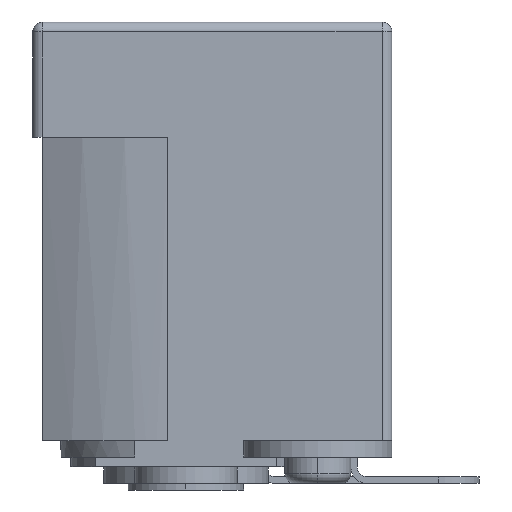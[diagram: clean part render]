
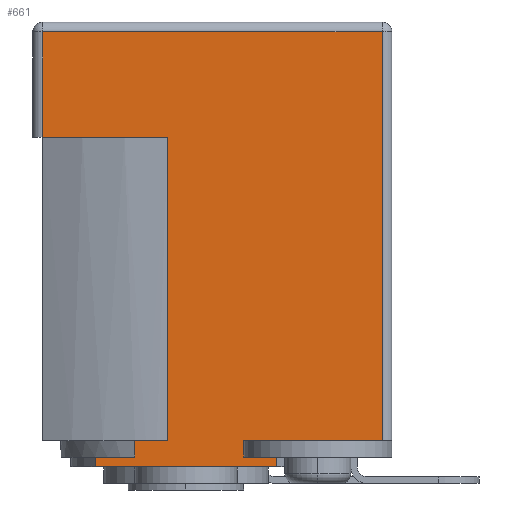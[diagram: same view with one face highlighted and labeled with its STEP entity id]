
A CAD part, left-side view. The second image highlights one B-rep face of the part: STEP entity #661.
In plain terms, the highlighted planar face has unit normal (-1, 0, 0).
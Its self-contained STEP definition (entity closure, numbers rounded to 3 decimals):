
#7 = VERTEX_POINT ( 'NONE', #3320 ) ;
#105 = VERTEX_POINT ( 'NONE', #3121 ) ;
#144 = EDGE_CURVE ( 'NONE', #4648, #7, #1826, .T. ) ;
#156 = VECTOR ( 'NONE', #2086, 1000. ) ;
#200 = VERTEX_POINT ( 'NONE', #3428 ) ;
#251 = DIRECTION ( 'NONE',  ( 0., 1., 0. ) ) ;
#286 = EDGE_CURVE ( 'NONE', #3661, #200, #4379, .T. ) ;
#289 = VECTOR ( 'NONE', #3960, 1000. ) ;
#303 = EDGE_CURVE ( 'NONE', #4258, #4167, #4216, .T. ) ;
#325 = LINE ( 'NONE', #4024, #1218 ) ;
#346 = AXIS2_PLACEMENT_3D ( 'NONE', #3177, #623, #1005 ) ;
#352 = CARTESIAN_POINT ( 'NONE',  ( -4.5, 9., -13.5 ) ) ;
#444 = VECTOR ( 'NONE', #807, 1000. ) ;
#472 = CARTESIAN_POINT ( 'NONE',  ( -4.5, 3.5, -13.5 ) ) ;
#497 = VERTEX_POINT ( 'NONE', #1637 ) ;
#550 = EDGE_CURVE ( 'NONE', #4648, #1837, #2469, .T. ) ;
#562 = VECTOR ( 'NONE', #2201, 1000. ) ;
#565 = LINE ( 'NONE', #2008, #4151 ) ;
#580 = DIRECTION ( 'NONE',  ( 0., 0., -1. ) ) ;
#601 = EDGE_CURVE ( 'NONE', #3661, #3271, #3332, .T. ) ;
#623 = DIRECTION ( 'NONE',  ( -1., 0., 0. ) ) ;
#629 = CARTESIAN_POINT ( 'NONE',  ( -4.5, 6.8, -3.5 ) ) ;
#661 = ADVANCED_FACE ( 'NONE', ( #4649 ), #1228, .T. ) ;
#744 = CARTESIAN_POINT ( 'NONE',  ( -4.5, 6.8, -3.5 ) ) ;
#746 = EDGE_CURVE ( 'NONE', #4502, #497, #1075, .T. ) ;
#772 = DIRECTION ( 'NONE',  ( 0., 1., 0. ) ) ;
#794 = VECTOR ( 'NONE', #772, 1000. ) ;
#807 = DIRECTION ( 'NONE',  ( 0., 1., 0. ) ) ;
#874 = LINE ( 'NONE', #1211, #4064 ) ;
#895 = CARTESIAN_POINT ( 'NONE',  ( -4.5, 0.3, -12.7 ) ) ;
#936 = ORIENTED_EDGE ( 'NONE', *, *, #144, .F. ) ;
#1005 = DIRECTION ( 'NONE',  ( 0., -1., 0. ) ) ;
#1075 = LINE ( 'NONE', #4449, #4029 ) ;
#1166 = ORIENTED_EDGE ( 'NONE', *, *, #3663, .T. ) ;
#1183 = DIRECTION ( 'NONE',  ( 0., 0., 1. ) ) ;
#1211 = CARTESIAN_POINT ( 'NONE',  ( -4.5, 4.5, -12.7 ) ) ;
#1218 = VECTOR ( 'NONE', #1460, 1000. ) ;
#1228 = PLANE ( 'NONE',  #346 ) ;
#1294 = EDGE_CURVE ( 'NONE', #3271, #1382, #325, .T. ) ;
#1305 = LINE ( 'NONE', #1323, #289 ) ;
#1323 = CARTESIAN_POINT ( 'NONE',  ( -4.5, 3.5, -13.5 ) ) ;
#1382 = VERTEX_POINT ( 'NONE', #1555 ) ;
#1430 = DIRECTION ( 'NONE',  ( 0., 1., 0. ) ) ;
#1441 = DIRECTION ( 'NONE',  ( 0., 1., 0. ) ) ;
#1460 = DIRECTION ( 'NONE',  ( 0., 1., 0. ) ) ;
#1503 = EDGE_CURVE ( 'NONE', #1382, #7, #1976, .T. ) ;
#1555 = CARTESIAN_POINT ( 'NONE',  ( -4.5, 10.6, -0.3 ) ) ;
#1556 = CARTESIAN_POINT ( 'NONE',  ( -4.5, 4.5, -13.2 ) ) ;
#1613 = LINE ( 'NONE', #3477, #2213 ) ;
#1637 = CARTESIAN_POINT ( 'NONE',  ( -4.5, 4.7, -13.5 ) ) ;
#1750 = EDGE_CURVE ( 'NONE', #3073, #3692, #3021, .T. ) ;
#1826 = LINE ( 'NONE', #744, #794 ) ;
#1837 = VERTEX_POINT ( 'NONE', #3967 ) ;
#1976 = LINE ( 'NONE', #3550, #4234 ) ;
#1979 = EDGE_CURVE ( 'NONE', #1837, #3692, #874, .T. ) ;
#1997 = ORIENTED_EDGE ( 'NONE', *, *, #3928, .F. ) ;
#2008 = CARTESIAN_POINT ( 'NONE',  ( -4.5, 9., -13.5 ) ) ;
#2066 = CARTESIAN_POINT ( 'NONE',  ( -4.5, 0., -12.7 ) ) ;
#2067 = EDGE_CURVE ( 'NONE', #497, #4258, #565, .T. ) ;
#2086 = DIRECTION ( 'NONE',  ( 0., 0., 1. ) ) ;
#2095 = VECTOR ( 'NONE', #4121, 1000. ) ;
#2201 = DIRECTION ( 'NONE',  ( 0., 0., -1. ) ) ;
#2213 = VECTOR ( 'NONE', #3016, 1000. ) ;
#2222 = CARTESIAN_POINT ( 'NONE',  ( -4.5, 9., -13.2 ) ) ;
#2297 = VERTEX_POINT ( 'NONE', #1556 ) ;
#2359 = CARTESIAN_POINT ( 'NONE',  ( -4.5, 7.8, -13.5 ) ) ;
#2457 = ORIENTED_EDGE ( 'NONE', *, *, #3104, .T. ) ;
#2469 = LINE ( 'NONE', #629, #562 ) ;
#2643 = VECTOR ( 'NONE', #1441, 1000. ) ;
#2673 = ORIENTED_EDGE ( 'NONE', *, *, #3379, .T. ) ;
#2727 = ORIENTED_EDGE ( 'NONE', *, *, #746, .F. ) ;
#2729 = ORIENTED_EDGE ( 'NONE', *, *, #1979, .T. ) ;
#2749 = DIRECTION ( 'NONE',  ( 0., 1., 0. ) ) ;
#2781 = ORIENTED_EDGE ( 'NONE', *, *, #2067, .F. ) ;
#2815 = ORIENTED_EDGE ( 'NONE', *, *, #3793, .T. ) ;
#2836 = CARTESIAN_POINT ( 'NONE',  ( -4.5, 9., -13.5 ) ) ;
#2940 = ORIENTED_EDGE ( 'NONE', *, *, #303, .F. ) ;
#3016 = DIRECTION ( 'NONE',  ( 0., 0., 1. ) ) ;
#3021 = LINE ( 'NONE', #4494, #4307 ) ;
#3040 = CARTESIAN_POINT ( 'NONE',  ( -4.5, 7.8, -12.7 ) ) ;
#3073 = VERTEX_POINT ( 'NONE', #4462 ) ;
#3104 = EDGE_CURVE ( 'NONE', #3073, #105, #3688, .T. ) ;
#3121 = CARTESIAN_POINT ( 'NONE',  ( -4.5, 9., -13.2 ) ) ;
#3177 = CARTESIAN_POINT ( 'NONE',  ( -4.5, 10.9, -13.2 ) ) ;
#3223 = CARTESIAN_POINT ( 'NONE',  ( -4.5, 9., -13.5 ) ) ;
#3271 = VERTEX_POINT ( 'NONE', #3852 ) ;
#3320 = CARTESIAN_POINT ( 'NONE',  ( -4.5, 10.6, -3.5 ) ) ;
#3332 = LINE ( 'NONE', #3701, #2095 ) ;
#3352 = DIRECTION ( 'NONE',  ( 0., 1., 0. ) ) ;
#3379 = EDGE_CURVE ( 'NONE', #4502, #4421, #1305, .T. ) ;
#3426 = LINE ( 'NONE', #2222, #4439 ) ;
#3428 = CARTESIAN_POINT ( 'NONE',  ( -4.5, 4.5, -12.7 ) ) ;
#3477 = CARTESIAN_POINT ( 'NONE',  ( -4.5, 4.5, -13.2 ) ) ;
#3483 = DIRECTION ( 'NONE',  ( 0., 1., 0. ) ) ;
#3550 = CARTESIAN_POINT ( 'NONE',  ( -4.5, 10.6, -13.2 ) ) ;
#3586 = ORIENTED_EDGE ( 'NONE', *, *, #601, .T. ) ;
#3658 = ORIENTED_EDGE ( 'NONE', *, *, #286, .F. ) ;
#3661 = VERTEX_POINT ( 'NONE', #895 ) ;
#3663 = EDGE_CURVE ( 'NONE', #2297, #200, #1613, .T. ) ;
#3688 = LINE ( 'NONE', #4396, #444 ) ;
#3692 = VERTEX_POINT ( 'NONE', #3040 ) ;
#3701 = CARTESIAN_POINT ( 'NONE',  ( -4.5, 0.3, -13.2 ) ) ;
#3730 = VECTOR ( 'NONE', #251, 1000. ) ;
#3773 = CARTESIAN_POINT ( 'NONE',  ( -4.5, 3.5, -13.2 ) ) ;
#3793 = EDGE_CURVE ( 'NONE', #4421, #2297, #3426, .T. ) ;
#3852 = CARTESIAN_POINT ( 'NONE',  ( -4.5, 0.3, -0.3 ) ) ;
#3928 = EDGE_CURVE ( 'NONE', #4167, #105, #4325, .T. ) ;
#3956 = ORIENTED_EDGE ( 'NONE', *, *, #1503, .T. ) ;
#3960 = DIRECTION ( 'NONE',  ( 0., 0., 1. ) ) ;
#3967 = CARTESIAN_POINT ( 'NONE',  ( -4.5, 6.8, -12.7 ) ) ;
#4024 = CARTESIAN_POINT ( 'NONE',  ( -4.5, 10.9, -0.3 ) ) ;
#4029 = VECTOR ( 'NONE', #1430, 1000. ) ;
#4064 = VECTOR ( 'NONE', #2749, 1000. ) ;
#4082 = ORIENTED_EDGE ( 'NONE', *, *, #1294, .T. ) ;
#4092 = CARTESIAN_POINT ( 'NONE',  ( -4.5, 6.8, -3.5 ) ) ;
#4121 = DIRECTION ( 'NONE',  ( 0., 0., 1. ) ) ;
#4151 = VECTOR ( 'NONE', #3483, 1000. ) ;
#4167 = VERTEX_POINT ( 'NONE', #2836 ) ;
#4190 = ORIENTED_EDGE ( 'NONE', *, *, #550, .T. ) ;
#4216 = LINE ( 'NONE', #352, #2643 ) ;
#4234 = VECTOR ( 'NONE', #580, 1000. ) ;
#4258 = VERTEX_POINT ( 'NONE', #2359 ) ;
#4307 = VECTOR ( 'NONE', #1183, 1000. ) ;
#4325 = LINE ( 'NONE', #3223, #156 ) ;
#4379 = LINE ( 'NONE', #2066, #3730 ) ;
#4396 = CARTESIAN_POINT ( 'NONE',  ( -4.5, 9., -13.2 ) ) ;
#4421 = VERTEX_POINT ( 'NONE', #3773 ) ;
#4439 = VECTOR ( 'NONE', #3352, 1000. ) ;
#4449 = CARTESIAN_POINT ( 'NONE',  ( -4.5, 9., -13.5 ) ) ;
#4462 = CARTESIAN_POINT ( 'NONE',  ( -4.5, 7.8, -13.2 ) ) ;
#4494 = CARTESIAN_POINT ( 'NONE',  ( -4.5, 7.8, -13.2 ) ) ;
#4502 = VERTEX_POINT ( 'NONE', #472 ) ;
#4531 = EDGE_LOOP ( 'NONE', ( #3658, #3586, #4082, #3956, #936, #4190, #2729, #4740, #2457, #1997, #2940, #2781, #2727, #2673, #2815, #1166 ) ) ;
#4648 = VERTEX_POINT ( 'NONE', #4092 ) ;
#4649 = FACE_OUTER_BOUND ( 'NONE', #4531, .T. ) ;
#4740 = ORIENTED_EDGE ( 'NONE', *, *, #1750, .F. ) ;
